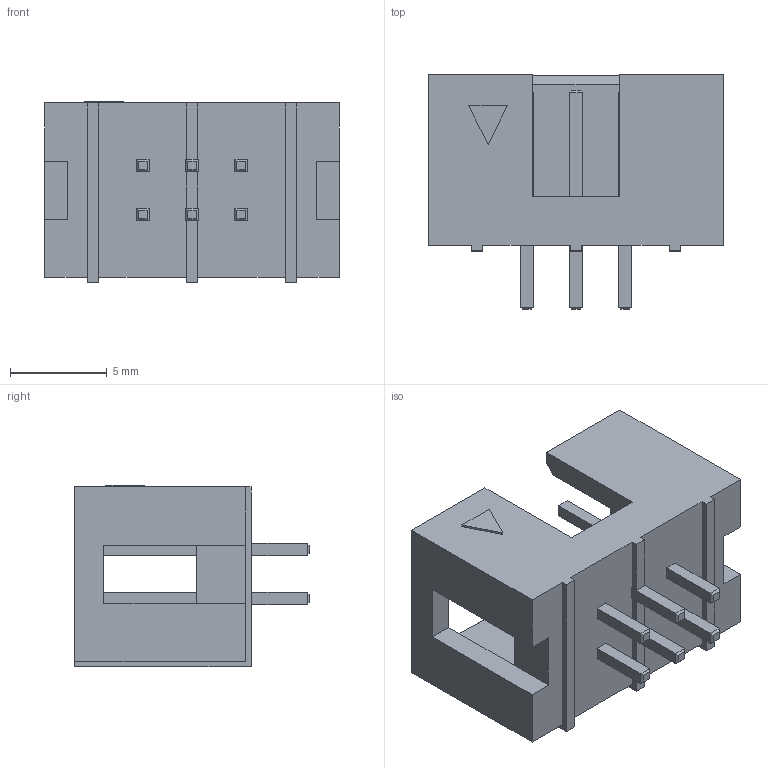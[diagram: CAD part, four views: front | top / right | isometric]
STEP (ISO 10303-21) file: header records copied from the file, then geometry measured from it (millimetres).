
FILE_DESCRIPTION (( 'STEP AP214' ), '1' );
FILE_NAME ('BH-06.step', '2021-01-16T12:42:40', ( '' ), ( '' ), 'SwSTEP 2.0', 'SolidWorks 2020', '' );
FILE_SCHEMA (( 'AUTOMOTIVE_DESIGN' ));
Length unit declared in the file: millimetre
Products named in the file (1): BH-06
Bounding box: 15.22 x 12.1 x 9.4 mm (x, y, z)
Volume: 612.6 mm3; surface area: 1116.2 mm2
Topology: 7 solids, 7 shells, 163 faces, 406 edges, 252 vertices
Faces by surface type: plane 163
Entity records: 5716 total; most frequent: CARTESIAN_POINT 822, ORIENTED_EDGE 812, DIRECTION 734, VECTOR 406, EDGE_CURVE 406, LINE 406, VERTEX_POINT 252, EDGE_LOOP 174
